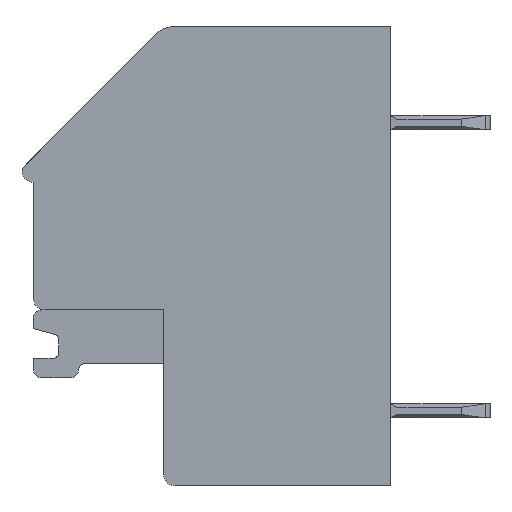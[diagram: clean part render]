
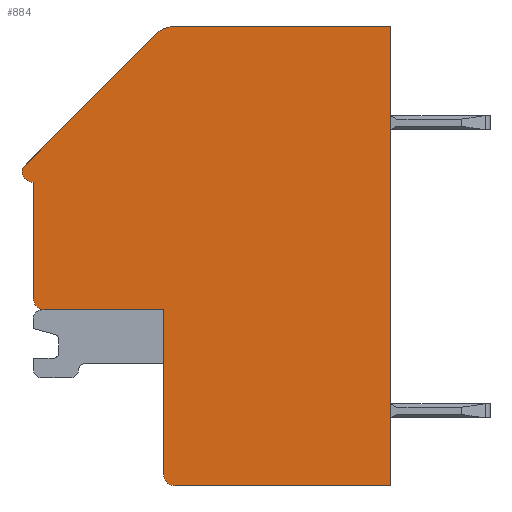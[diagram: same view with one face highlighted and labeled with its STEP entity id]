
A CAD part, left-side view. The second image highlights one B-rep face of the part: STEP entity #884.
In plain terms, the highlighted planar face has unit normal (-1, 0, 0).
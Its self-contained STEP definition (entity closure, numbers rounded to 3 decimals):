
#884 = ADVANCED_FACE( '', ( #1776 ), #1777, .F. );
#1776 = FACE_OUTER_BOUND( '', #2687, .T. );
#1777 = PLANE( '', #2688 );
#2687 = EDGE_LOOP( '', ( #5265, #5266, #5267, #5268, #5269, #5270, #5271, #5272, #5273, #5274, #5275, #5276 ) );
#2688 = AXIS2_PLACEMENT_3D( '', #5277, #5278, #5279 );
#5265 = ORIENTED_EDGE( '', *, *, #6405, .T. );
#5266 = ORIENTED_EDGE( '', *, *, #6783, .T. );
#5267 = ORIENTED_EDGE( '', *, *, #5769, .T. );
#5268 = ORIENTED_EDGE( '', *, *, #6259, .T. );
#5269 = ORIENTED_EDGE( '', *, *, #5909, .T. );
#5270 = ORIENTED_EDGE( '', *, *, #6619, .T. );
#5271 = ORIENTED_EDGE( '', *, *, #6418, .T. );
#5272 = ORIENTED_EDGE( '', *, *, #6142, .F. );
#5273 = ORIENTED_EDGE( '', *, *, #6524, .F. );
#5274 = ORIENTED_EDGE( '', *, *, #5957, .T. );
#5275 = ORIENTED_EDGE( '', *, *, #6784, .T. );
#5276 = ORIENTED_EDGE( '', *, *, #6301, .T. );
#5277 = CARTESIAN_POINT( '', ( 0., 3.787, -22.907 ) );
#5278 = DIRECTION( '', ( 1., 0., 0. ) );
#5279 = DIRECTION( '', ( 0., 0., -1. ) );
#5769 = EDGE_CURVE( '', #6968, #6966, #6969, .T. );
#5909 = EDGE_CURVE( '', #7208, #7212, #7214, .T. );
#5957 = EDGE_CURVE( '', #7299, #7297, #7300, .T. );
#6142 = EDGE_CURVE( '', #7602, #7604, #7605, .T. );
#6259 = EDGE_CURVE( '', #6966, #7208, #7784, .T. );
#6301 = EDGE_CURVE( '', #7842, #7846, #7848, .T. );
#6405 = EDGE_CURVE( '', #7846, #7999, #8001, .T. );
#6418 = EDGE_CURVE( '', #8021, #7604, #8022, .T. );
#6524 = EDGE_CURVE( '', #7299, #7602, #8162, .T. );
#6619 = EDGE_CURVE( '', #7212, #8021, #8293, .T. );
#6783 = EDGE_CURVE( '', #7999, #6968, #8476, .T. );
#6784 = EDGE_CURVE( '', #7297, #7842, #8477, .T. );
#6966 = VERTEX_POINT( '', #8708 );
#6968 = VERTEX_POINT( '', #8711 );
#6969 = CIRCLE( '', #8712, 1. );
#7208 = VERTEX_POINT( '', #9048 );
#7212 = VERTEX_POINT( '', #9054 );
#7214 = LINE( '', #9057, #9058 );
#7297 = VERTEX_POINT( '', #9172 );
#7299 = VERTEX_POINT( '', #9175 );
#7300 = LINE( '', #9176, #9177 );
#7602 = VERTEX_POINT( '', #9610 );
#7604 = VERTEX_POINT( '', #9613 );
#7605 = CIRCLE( '', #9614, 0.4 );
#7784 = LINE( '', #9879, #9880 );
#7842 = VERTEX_POINT( '', #9964 );
#7846 = VERTEX_POINT( '', #9970 );
#7848 = LINE( '', #9973, #9974 );
#7999 = VERTEX_POINT( '', #10196 );
#8001 = LINE( '', #10199, #10200 );
#8021 = VERTEX_POINT( '', #10230 );
#8022 = LINE( '', #10231, #10232 );
#8162 = LINE( '', #10434, #10435 );
#8293 = CIRCLE( '', #10630, 0.4 );
#8476 = LINE( '', #10890, #10891 );
#8477 = CIRCLE( '', #10892, 0.4 );
#8708 = CARTESIAN_POINT( '', ( 0., 8.293, -0.293 ) );
#8711 = CARTESIAN_POINT( '', ( 0., 7.586, 0. ) );
#8712 = AXIS2_PLACEMENT_3D( '', #11045, #11046, #11047 );
#9048 = CARTESIAN_POINT( '', ( 0., 13., -5. ) );
#9054 = CARTESIAN_POINT( '', ( 0., 13., -5.1 ) );
#9057 = CARTESIAN_POINT( '', ( 0., 13., -8.1 ) );
#9058 = VECTOR( '', #11187, 1000. );
#9172 = CARTESIAN_POINT( '', ( 0., 8., -15.8 ) );
#9175 = CARTESIAN_POINT( '', ( 0., 8., -10. ) );
#9176 = CARTESIAN_POINT( '', ( 0., 8., -8.1 ) );
#9177 = VECTOR( '', #11244, 1000. );
#9610 = CARTESIAN_POINT( '', ( 0., 12.2, -10. ) );
#9613 = CARTESIAN_POINT( '', ( 0., 12.6, -9.6 ) );
#9614 = AXIS2_PLACEMENT_3D( '', #11424, #11425, #11426 );
#9879 = CARTESIAN_POINT( '', ( 0., 6.5, 1.5 ) );
#9880 = VECTOR( '', #11534, 1000. );
#9964 = CARTESIAN_POINT( '', ( 0., 7.6, -16.2 ) );
#9970 = CARTESIAN_POINT( '', ( 0., 0., -16.2 ) );
#9973 = CARTESIAN_POINT( '', ( 0., 6.5, -16.2 ) );
#9974 = VECTOR( '', #11573, 1000. );
#10196 = CARTESIAN_POINT( '', ( 0., 0., 0. ) );
#10199 = CARTESIAN_POINT( '', ( 0., 0., -8.1 ) );
#10200 = VECTOR( '', #11676, 1000. );
#10230 = CARTESIAN_POINT( '', ( 0., 12.6, -5.5 ) );
#10231 = CARTESIAN_POINT( '', ( 0., 12.6, -8.1 ) );
#10232 = VECTOR( '', #11690, 1000. );
#10434 = CARTESIAN_POINT( '', ( 0., 6.5, -10. ) );
#10435 = VECTOR( '', #11792, 1000. );
#10630 = AXIS2_PLACEMENT_3D( '', #11878, #11879, #11880 );
#10890 = CARTESIAN_POINT( '', ( 0., 6.5, 0. ) );
#10891 = VECTOR( '', #12009, 1000. );
#10892 = AXIS2_PLACEMENT_3D( '', #12010, #12011, #12012 );
#11045 = CARTESIAN_POINT( '', ( 0., 7.586, -1. ) );
#11046 = DIRECTION( '', ( -1., 0., 0. ) );
#11047 = DIRECTION( '', ( 0., 0., 1. ) );
#11187 = DIRECTION( '', ( 0., 0., -1. ) );
#11244 = DIRECTION( '', ( 0., 0., -1. ) );
#11424 = CARTESIAN_POINT( '', ( 0., 12.2, -9.6 ) );
#11425 = DIRECTION( '', ( 1., 0., 0. ) );
#11426 = DIRECTION( '', ( 0., 0., -1. ) );
#11534 = DIRECTION( '', ( 0., 0.707, -0.707 ) );
#11573 = DIRECTION( '', ( 0., -1., 0. ) );
#11676 = DIRECTION( '', ( 0., 0., 1. ) );
#11690 = DIRECTION( '', ( 0., 0., -1. ) );
#11792 = DIRECTION( '', ( 0., 1., 0. ) );
#11878 = CARTESIAN_POINT( '', ( 0., 12.6, -5.1 ) );
#11879 = DIRECTION( '', ( -1., 0., 0. ) );
#11880 = DIRECTION( '', ( 0., 0., 1. ) );
#12009 = DIRECTION( '', ( 0., 1., 0. ) );
#12010 = CARTESIAN_POINT( '', ( 0., 7.6, -15.8 ) );
#12011 = DIRECTION( '', ( -1., 0., 0. ) );
#12012 = DIRECTION( '', ( 0., 0., 1. ) );
